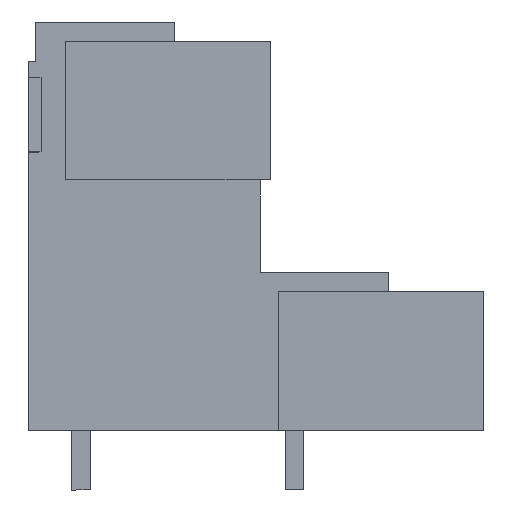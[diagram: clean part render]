
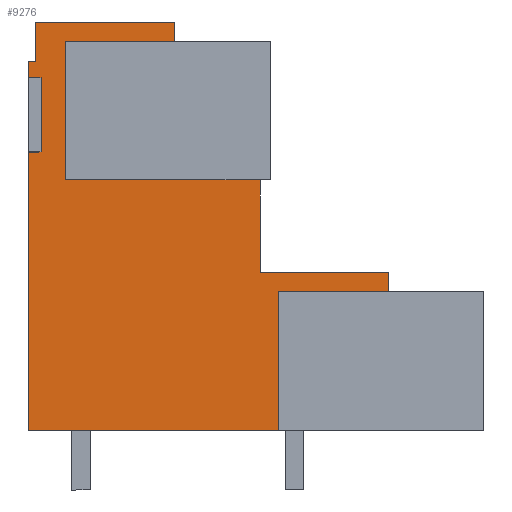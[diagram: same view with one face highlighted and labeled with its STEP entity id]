
A CAD part, left-side view. The second image highlights one B-rep face of the part: STEP entity #9276.
In plain terms, the highlighted planar face has unit normal (-1, 0, 0).
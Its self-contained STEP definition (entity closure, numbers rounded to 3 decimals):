
#9237=AXIS2_PLACEMENT_3D('Plane Axis2P3D',#9234,#9235,#9236) ;
#209=CARTESIAN_POINT('Line Origine',(3.45,22.55,20.438)) ;
#213=CARTESIAN_POINT('Vertex',(3.45,22.55,24.175)) ;
#215=CARTESIAN_POINT('Vertex',(3.45,22.55,16.7)) ;
#622=CARTESIAN_POINT('Vertex',(3.45,12.05,16.7)) ;
#630=CARTESIAN_POINT('Line Origine',(3.45,17.3,16.7)) ;
#1391=CARTESIAN_POINT('Vertex',(3.45,16.65,24.175)) ;
#1394=CARTESIAN_POINT('Line Origine',(3.45,19.6,24.175)) ;
#3855=CARTESIAN_POINT('Line Origine',(3.45,23.85,20.2)) ;
#3859=CARTESIAN_POINT('Vertex',(3.45,23.85,22.2)) ;
#3861=CARTESIAN_POINT('Vertex',(3.45,23.85,18.2)) ;
#3935=CARTESIAN_POINT('Vertex',(3.45,24.15,25.2)) ;
#3951=CARTESIAN_POINT('Vertex',(3.45,24.15,23.09)) ;
#3954=CARTESIAN_POINT('Line Origine',(3.45,24.15,24.145)) ;
#4062=CARTESIAN_POINT('Vertex',(3.45,24.55,18.2)) ;
#4065=CARTESIAN_POINT('Line Origine',(3.45,24.2,18.2)) ;
#4106=CARTESIAN_POINT('Line Origine',(3.45,24.2,22.2)) ;
#4110=CARTESIAN_POINT('Vertex',(3.45,24.55,22.2)) ;
#4878=CARTESIAN_POINT('Vertex',(3.45,5.15,10.7)) ;
#4881=CARTESIAN_POINT('Line Origine',(3.45,8.1,10.7)) ;
#4885=CARTESIAN_POINT('Vertex',(3.45,11.05,10.7)) ;
#5192=CARTESIAN_POINT('Vertex',(3.45,5.15,11.7)) ;
#5195=CARTESIAN_POINT('Line Origine',(3.45,5.15,11.2)) ;
#5223=CARTESIAN_POINT('Vertex',(3.45,12.05,11.7)) ;
#5226=CARTESIAN_POINT('Line Origine',(3.45,8.6,11.7)) ;
#5269=CARTESIAN_POINT('Line Origine',(3.45,12.05,14.2)) ;
#5325=CARTESIAN_POINT('Vertex',(3.45,16.65,25.2)) ;
#5328=CARTESIAN_POINT('Line Origine',(3.45,16.65,24.688)) ;
#6798=CARTESIAN_POINT('Line Origine',(3.45,20.4,25.2)) ;
#7399=CARTESIAN_POINT('Line Origine',(3.45,24.35,23.09)) ;
#7403=CARTESIAN_POINT('Vertex',(3.45,24.55,23.09)) ;
#8791=CARTESIAN_POINT('Line Origine',(3.45,11.05,6.95)) ;
#8795=CARTESIAN_POINT('Vertex',(3.45,11.05,3.2)) ;
#9234=CARTESIAN_POINT('Axis2P3D Location',(3.45,24.15,3.2)) ;
#9239=CARTESIAN_POINT('Line Origine',(3.45,24.55,10.7)) ;
#9243=CARTESIAN_POINT('Vertex',(3.45,24.55,3.2)) ;
#9246=CARTESIAN_POINT('Line Origine',(3.45,17.8,3.2)) ;
#9251=CARTESIAN_POINT('Line Origine',(3.45,24.55,22.645)) ;
#210=DIRECTION('Vector Direction',(0.,0.,-1.)) ;
#631=DIRECTION('Vector Direction',(0.,1.,0.)) ;
#1395=DIRECTION('Vector Direction',(0.,1.,0.)) ;
#3856=DIRECTION('Vector Direction',(0.,0.,-1.)) ;
#3955=DIRECTION('Vector Direction',(0.,0.,1.)) ;
#4066=DIRECTION('Vector Direction',(0.,-1.,0.)) ;
#4107=DIRECTION('Vector Direction',(0.,-1.,0.)) ;
#4882=DIRECTION('Vector Direction',(0.,1.,0.)) ;
#5196=DIRECTION('Vector Direction',(0.,0.,1.)) ;
#5227=DIRECTION('Vector Direction',(0.,1.,0.)) ;
#5270=DIRECTION('Vector Direction',(0.,0.,1.)) ;
#5329=DIRECTION('Vector Direction',(0.,0.,1.)) ;
#6799=DIRECTION('Vector Direction',(0.,1.,0.)) ;
#7400=DIRECTION('Vector Direction',(0.,1.,0.)) ;
#8792=DIRECTION('Vector Direction',(0.,0.,-1.)) ;
#9235=DIRECTION('Axis2P3D Direction',(-1.,0.,0.)) ;
#9236=DIRECTION('Axis2P3D XDirection',(0.,1.,0.)) ;
#9240=DIRECTION('Vector Direction',(0.,0.,-1.)) ;
#9247=DIRECTION('Vector Direction',(0.,-1.,0.)) ;
#9252=DIRECTION('Vector Direction',(0.,0.,-1.)) ;
#211=VECTOR('Line Direction',#210,1.) ;
#632=VECTOR('Line Direction',#631,1.) ;
#1396=VECTOR('Line Direction',#1395,1.) ;
#3857=VECTOR('Line Direction',#3856,1.) ;
#3956=VECTOR('Line Direction',#3955,1.) ;
#4067=VECTOR('Line Direction',#4066,1.) ;
#4108=VECTOR('Line Direction',#4107,1.) ;
#4883=VECTOR('Line Direction',#4882,1.) ;
#5197=VECTOR('Line Direction',#5196,1.) ;
#5228=VECTOR('Line Direction',#5227,1.) ;
#5271=VECTOR('Line Direction',#5270,1.) ;
#5330=VECTOR('Line Direction',#5329,1.) ;
#6800=VECTOR('Line Direction',#6799,1.) ;
#7401=VECTOR('Line Direction',#7400,1.) ;
#8793=VECTOR('Line Direction',#8792,1.) ;
#9241=VECTOR('Line Direction',#9240,1.) ;
#9248=VECTOR('Line Direction',#9247,1.) ;
#9253=VECTOR('Line Direction',#9252,1.) ;
#9257=ORIENTED_EDGE('',*,*,#9245,.T.) ;
#9258=ORIENTED_EDGE('',*,*,#9250,.T.) ;
#9259=ORIENTED_EDGE('',*,*,#8797,.F.) ;
#9260=ORIENTED_EDGE('',*,*,#4887,.F.) ;
#9261=ORIENTED_EDGE('',*,*,#5199,.T.) ;
#9262=ORIENTED_EDGE('',*,*,#5230,.T.) ;
#9263=ORIENTED_EDGE('',*,*,#5273,.T.) ;
#9264=ORIENTED_EDGE('',*,*,#634,.T.) ;
#9265=ORIENTED_EDGE('',*,*,#217,.F.) ;
#9266=ORIENTED_EDGE('',*,*,#1398,.F.) ;
#9267=ORIENTED_EDGE('',*,*,#5332,.T.) ;
#9268=ORIENTED_EDGE('',*,*,#6802,.T.) ;
#9269=ORIENTED_EDGE('',*,*,#3958,.T.) ;
#9270=ORIENTED_EDGE('',*,*,#7405,.T.) ;
#9271=ORIENTED_EDGE('',*,*,#9255,.T.) ;
#9272=ORIENTED_EDGE('',*,*,#4112,.T.) ;
#9273=ORIENTED_EDGE('',*,*,#3863,.T.) ;
#9274=ORIENTED_EDGE('',*,*,#4069,.F.) ;
#9276=ADVANCED_FACE('HOUSING',(#9275),#9238,.T.) ;
#217=EDGE_CURVE('',#214,#216,#212,.T.) ;
#634=EDGE_CURVE('',#623,#216,#633,.T.) ;
#1398=EDGE_CURVE('',#1392,#214,#1397,.T.) ;
#3863=EDGE_CURVE('',#3860,#3862,#3858,.T.) ;
#3958=EDGE_CURVE('',#3936,#3952,#3957,.F.) ;
#4069=EDGE_CURVE('',#4063,#3862,#4068,.T.) ;
#4112=EDGE_CURVE('',#4111,#3860,#4109,.T.) ;
#4887=EDGE_CURVE('',#4879,#4886,#4884,.T.) ;
#5199=EDGE_CURVE('',#4879,#5193,#5198,.T.) ;
#5230=EDGE_CURVE('',#5193,#5224,#5229,.T.) ;
#5273=EDGE_CURVE('',#5224,#623,#5272,.T.) ;
#5332=EDGE_CURVE('',#1392,#5326,#5331,.T.) ;
#6802=EDGE_CURVE('',#5326,#3936,#6801,.T.) ;
#7405=EDGE_CURVE('',#3952,#7404,#7402,.T.) ;
#8797=EDGE_CURVE('',#4886,#8796,#8794,.T.) ;
#9245=EDGE_CURVE('',#4063,#9244,#9242,.T.) ;
#9250=EDGE_CURVE('',#9244,#8796,#9249,.T.) ;
#9255=EDGE_CURVE('',#7404,#4111,#9254,.T.) ;
#9256=EDGE_LOOP('',(#9257,#9258,#9259,#9260,#9261,#9262,#9263,#9264,#9265,#9266,#9267,#9268,#9269,#9270,#9271,#9272,#9273,#9274)) ;
#9275=FACE_OUTER_BOUND('',#9256,.T.) ;
#212=LINE('Line',#209,#211) ;
#633=LINE('Line',#630,#632) ;
#1397=LINE('Line',#1394,#1396) ;
#3858=LINE('Line',#3855,#3857) ;
#3957=LINE('Line',#3954,#3956) ;
#4068=LINE('Line',#4065,#4067) ;
#4109=LINE('Line',#4106,#4108) ;
#4884=LINE('Line',#4881,#4883) ;
#5198=LINE('Line',#5195,#5197) ;
#5229=LINE('Line',#5226,#5228) ;
#5272=LINE('Line',#5269,#5271) ;
#5331=LINE('Line',#5328,#5330) ;
#6801=LINE('Line',#6798,#6800) ;
#7402=LINE('Line',#7399,#7401) ;
#8794=LINE('Line',#8791,#8793) ;
#9242=LINE('Line',#9239,#9241) ;
#9249=LINE('Line',#9246,#9248) ;
#9254=LINE('Line',#9251,#9253) ;
#9238=PLANE('',#9237) ;
#214=VERTEX_POINT('',#213) ;
#216=VERTEX_POINT('',#215) ;
#623=VERTEX_POINT('',#622) ;
#1392=VERTEX_POINT('',#1391) ;
#3860=VERTEX_POINT('',#3859) ;
#3862=VERTEX_POINT('',#3861) ;
#3936=VERTEX_POINT('',#3935) ;
#3952=VERTEX_POINT('',#3951) ;
#4063=VERTEX_POINT('',#4062) ;
#4111=VERTEX_POINT('',#4110) ;
#4879=VERTEX_POINT('',#4878) ;
#4886=VERTEX_POINT('',#4885) ;
#5193=VERTEX_POINT('',#5192) ;
#5224=VERTEX_POINT('',#5223) ;
#5326=VERTEX_POINT('',#5325) ;
#7404=VERTEX_POINT('',#7403) ;
#8796=VERTEX_POINT('',#8795) ;
#9244=VERTEX_POINT('',#9243) ;
